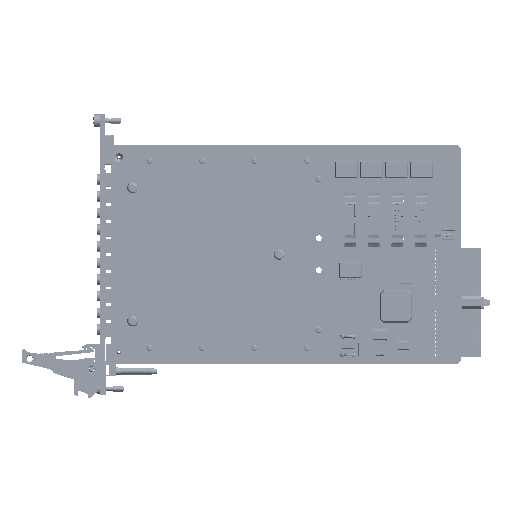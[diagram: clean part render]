
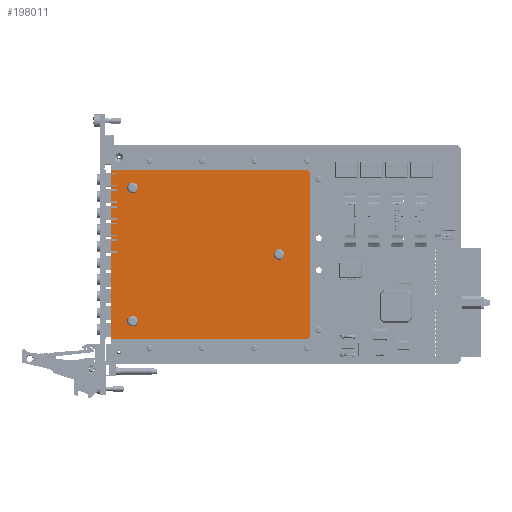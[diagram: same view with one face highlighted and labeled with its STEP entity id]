
A CAD part, top view. The second image highlights one B-rep face of the part: STEP entity #198011.
In plain terms, the highlighted planar face has unit normal (0, 0, 1).
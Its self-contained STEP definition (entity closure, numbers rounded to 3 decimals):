
#2632 = VERTEX_POINT ( 'NONE', #167807 ) ;
#2700 = VERTEX_POINT ( 'NONE', #167848 ) ;
#2708 = VERTEX_POINT ( 'NONE', #167854 ) ;
#23936 = AXIS2_PLACEMENT_3D ( 'NONE', #70142, #70144, #70145 ) ;
#27143 = AXIS2_PLACEMENT_3D ( 'NONE', #132025, #132029, #132032 ) ;
#27360 = AXIS2_PLACEMENT_3D ( 'NONE', #132643, #132645, #132647 ) ;
#27555 = AXIS2_PLACEMENT_3D ( 'NONE', #133159, #133161, #133163 ) ;
#27604 = AXIS2_PLACEMENT_3D ( 'NONE', #133306, #133308, #133311 ) ;
#43362 = CIRCLE ( 'NONE', #27143, 1.8 ) ;
#43502 = LINE ( 'NONE', #174859, #43512 ) ;
#43512 = VECTOR ( 'NONE', #174861, 1000. ) ;
#44044 = CIRCLE ( 'NONE', #23936, 1.75 ) ;
#44056 = CIRCLE ( 'NONE', #27360, 1.75 ) ;
#44121 = VECTOR ( 'NONE', #70255, 1000. ) ;
#44125 = LINE ( 'NONE', #70253, #44121 ) ;
#44366 = CIRCLE ( 'NONE', #27555, 1.75 ) ;
#44416 = CIRCLE ( 'NONE', #27604, 1.8 ) ;
#48129 = EDGE_CURVE ( 'NONE', #239881, #239887, #43502, .T. ) ;
#48174 = EDGE_CURVE ( 'NONE', #2632, #2632, #44044, .T. ) ;
#48187 = EDGE_CURVE ( 'NONE', #239793, #239918, #44125, .T. ) ;
#48339 = EDGE_CURVE ( 'NONE', #239918, #239803, #88635, .T. ) ;
#48369 = EDGE_CURVE ( 'NONE', #239906, #239793, #88961, .T. ) ;
#48515 = EDGE_CURVE ( 'NONE', #239887, #239906, #43362, .T. ) ;
#48575 = EDGE_CURVE ( 'NONE', #2700, #2700, #44056, .T. ) ;
#48627 = EDGE_CURVE ( 'NONE', #2708, #2708, #44366, .T. ) ;
#48642 = EDGE_CURVE ( 'NONE', #239803, #239881, #44416, .T. ) ;
#51424 = PLANE ( 'NONE',  #95120 ) ;
#51448 = CARTESIAN_POINT ( 'NONE',  ( 7.315, -34.334, 6.058 ) ) ;
#51451 = DIRECTION ( 'NONE',  ( 0., 0., 1. ) ) ;
#51453 = DIRECTION ( 'NONE',  ( -1., 0., 0. ) ) ;
#70142 = CARTESIAN_POINT ( 'NONE',  ( -73.985, -26.004, 6.058 ) ) ;
#70144 = DIRECTION ( 'NONE',  ( 0., 0., -1. ) ) ;
#70145 = DIRECTION ( 'NONE',  ( 1., 0., 0. ) ) ;
#70253 = CARTESIAN_POINT ( 'NONE',  ( -83.985, 45.166, 6.058 ) ) ;
#70255 = DIRECTION ( 'NONE',  ( 0., 1., 0. ) ) ;
#71781 = CARTESIAN_POINT ( 'NONE',  ( 5.415, 43.166, 6.058 ) ) ;
#71783 = DIRECTION ( 'NONE',  ( 1., 0., 0. ) ) ;
#72091 = CARTESIAN_POINT ( 'NONE',  ( -83.985, -34.234, 6.058 ) ) ;
#72094 = DIRECTION ( 'NONE',  ( -1., 0., 0. ) ) ;
#88603 = VECTOR ( 'NONE', #71783, 1000. ) ;
#88635 = LINE ( 'NONE', #71781, #88603 ) ;
#88955 = VECTOR ( 'NONE', #72094, 1000. ) ;
#88961 = LINE ( 'NONE', #72091, #88955 ) ;
#91551 = FACE_OUTER_BOUND ( 'NONE', #231022, .T. ) ;
#91558 = FACE_BOUND ( 'NONE', #106729, .T. ) ;
#91570 = FACE_BOUND ( 'NONE', #230597, .T. ) ;
#91577 = FACE_BOUND ( 'NONE', #231442, .T. ) ;
#95120 = AXIS2_PLACEMENT_3D ( 'NONE', #51448, #51451, #51453 ) ;
#106729 = EDGE_LOOP ( 'NONE', ( #122684 ) ) ;
#122668 = ORIENTED_EDGE ( 'NONE', *, *, #48369, .F. ) ;
#122670 = ORIENTED_EDGE ( 'NONE', *, *, #48515, .F. ) ;
#122672 = ORIENTED_EDGE ( 'NONE', *, *, #48129, .F. ) ;
#122674 = ORIENTED_EDGE ( 'NONE', *, *, #48642, .F. ) ;
#122675 = ORIENTED_EDGE ( 'NONE', *, *, #48339, .F. ) ;
#122678 = ORIENTED_EDGE ( 'NONE', *, *, #48187, .F. ) ;
#122681 = ORIENTED_EDGE ( 'NONE', *, *, #48575, .T. ) ;
#122684 = ORIENTED_EDGE ( 'NONE', *, *, #48627, .T. ) ;
#122687 = ORIENTED_EDGE ( 'NONE', *, *, #48174, .T. ) ;
#132025 = CARTESIAN_POINT ( 'NONE',  ( 5.415, -32.434, 6.058 ) ) ;
#132029 = DIRECTION ( 'NONE',  ( 0., 0., -1. ) ) ;
#132032 = DIRECTION ( 'NONE',  ( -1., 0., 0. ) ) ;
#132643 = CARTESIAN_POINT ( 'NONE',  ( -6.985, 4.466, 6.058 ) ) ;
#132645 = DIRECTION ( 'NONE',  ( 0., 0., -1. ) ) ;
#132647 = DIRECTION ( 'NONE',  ( 1., 0., 0. ) ) ;
#133159 = CARTESIAN_POINT ( 'NONE',  ( -73.985, 34.956, 6.058 ) ) ;
#133161 = DIRECTION ( 'NONE',  ( 0., 0., -1. ) ) ;
#133163 = DIRECTION ( 'NONE',  ( 1., 0., 0. ) ) ;
#133306 = CARTESIAN_POINT ( 'NONE',  ( 5.415, 41.366, 6.058 ) ) ;
#133308 = DIRECTION ( 'NONE',  ( 0., 0., -1. ) ) ;
#133311 = DIRECTION ( 'NONE',  ( -1., 0., 0. ) ) ;
#165048 = CARTESIAN_POINT ( 'NONE',  ( -83.985, -34.234, 6.058 ) ) ;
#165053 = CARTESIAN_POINT ( 'NONE',  ( 5.415, 43.166, 6.058 ) ) ;
#165095 = CARTESIAN_POINT ( 'NONE',  ( 7.215, 41.366, 6.058 ) ) ;
#165098 = CARTESIAN_POINT ( 'NONE',  ( 7.215, -32.434, 6.058 ) ) ;
#165110 = CARTESIAN_POINT ( 'NONE',  ( 5.415, -34.234, 6.058 ) ) ;
#165118 = CARTESIAN_POINT ( 'NONE',  ( -83.985, 43.166, 6.058 ) ) ;
#167807 = CARTESIAN_POINT ( 'NONE',  ( -72.235, -26.004, 6.058 ) ) ;
#167848 = CARTESIAN_POINT ( 'NONE',  ( -5.234, 4.466, 6.058 ) ) ;
#167854 = CARTESIAN_POINT ( 'NONE',  ( -72.235, 34.956, 6.058 ) ) ;
#174859 = CARTESIAN_POINT ( 'NONE',  ( 7.215, -32.434, 6.058 ) ) ;
#174861 = DIRECTION ( 'NONE',  ( 0., -1., 0. ) ) ;
#198011 = ADVANCED_FACE ( 'NONE', ( #91551, #91577, #91558, #91570 ), #51424, .T. ) ;
#230597 = EDGE_LOOP ( 'NONE', ( #122687 ) ) ;
#231022 = EDGE_LOOP ( 'NONE', ( #122668, #122670, #122672, #122674, #122675, #122678 ) ) ;
#231442 = EDGE_LOOP ( 'NONE', ( #122681 ) ) ;
#239793 = VERTEX_POINT ( 'NONE', #165048 ) ;
#239803 = VERTEX_POINT ( 'NONE', #165053 ) ;
#239881 = VERTEX_POINT ( 'NONE', #165095 ) ;
#239887 = VERTEX_POINT ( 'NONE', #165098 ) ;
#239906 = VERTEX_POINT ( 'NONE', #165110 ) ;
#239918 = VERTEX_POINT ( 'NONE', #165118 ) ;
